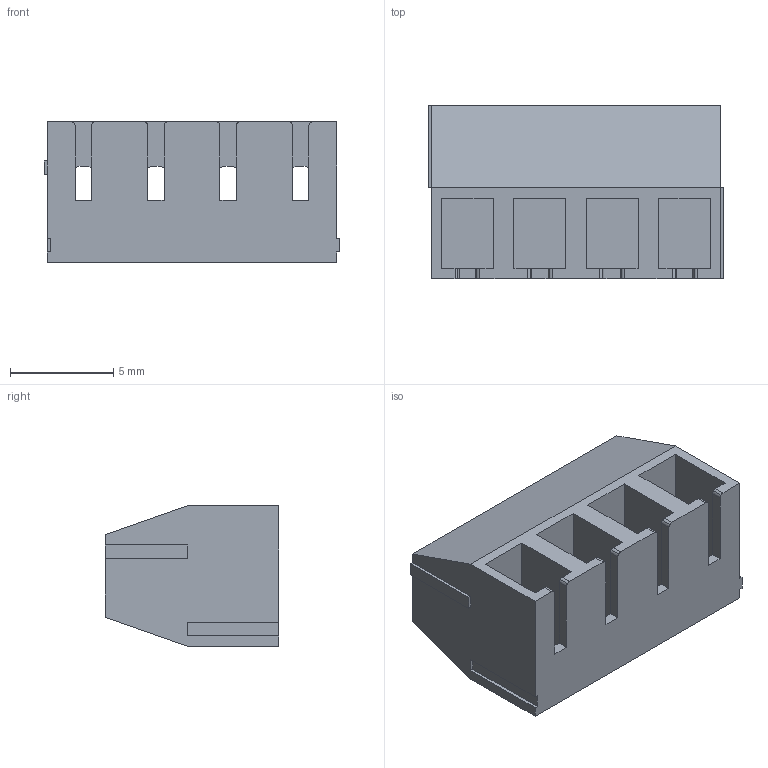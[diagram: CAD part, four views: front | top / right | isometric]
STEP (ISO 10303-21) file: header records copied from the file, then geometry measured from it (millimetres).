
FILE_DESCRIPTION (( 'STEP AP203' ), '1' );
FILE_NAME ('Screw Terminal Block 3.5mm 4-way_6.step', '2019-10-07T21:37:25', ( '' ), ( '' ), 'SwSTEP 2.0', 'SolidWorks 2017', '' );
FILE_SCHEMA (( 'CONFIG_CONTROL_DESIGN' ));
Length unit declared in the file: inch
Products named in the file (1): Screw Terminal Block 3.5mm 4-way_6
Bounding box: 14.3 x 8.4 x 6.8 mm (x, y, z)
Volume: 422.8 mm3; surface area: 877.2 mm2
Topology: 1 solids, 1 shells, 84 faces, 242 edges, 156 vertices
Faces by surface type: plane 60, cylinder 24
Entity records: 2821 total; most frequent: ORIENTED_EDGE 484, CARTESIAN_POINT 483, DIRECTION 460, EDGE_CURVE 242, LINE 194, VECTOR 194, VERTEX_POINT 156, AXIS2_PLACEMENT_3D 133
